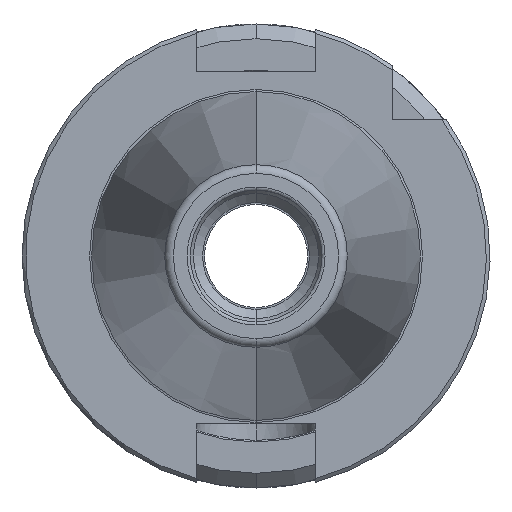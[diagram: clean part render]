
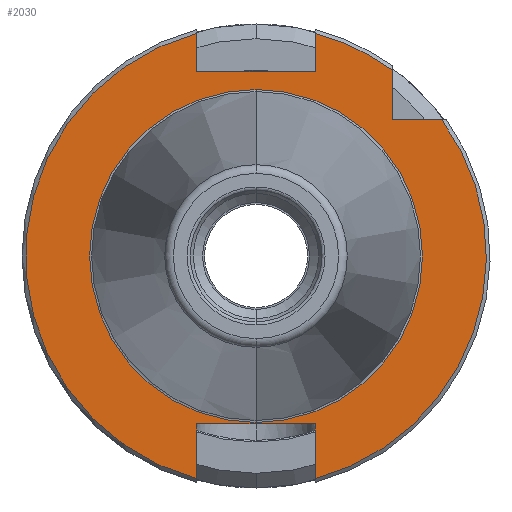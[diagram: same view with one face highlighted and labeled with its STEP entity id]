
A CAD part, left-side view. The second image highlights one B-rep face of the part: STEP entity #2030.
In plain terms, the highlighted planar face has unit normal (-1, 0, 0).
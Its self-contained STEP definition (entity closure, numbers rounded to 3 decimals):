
#8 = CARTESIAN_POINT ( 'NONE',  ( 71.6, -18.5, 25.217 ) ) ;
#36 = VERTEX_POINT ( 'NONE', #3035 ) ;
#129 = CARTESIAN_POINT ( 'NONE',  ( 71.6, -18.5, 18.5 ) ) ;
#169 = DIRECTION ( 'NONE',  ( 1., 0., 0. ) ) ;
#260 = DIRECTION ( 'NONE',  ( 0., 0., -1. ) ) ;
#261 = DIRECTION ( 'NONE',  ( 0., 0., -1. ) ) ;
#265 = DIRECTION ( 'NONE',  ( 1., 0., 0. ) ) ;
#391 = DIRECTION ( 'NONE',  ( 1., 0., 0. ) ) ;
#414 = CARTESIAN_POINT ( 'NONE',  ( 71.6, 0., 0. ) ) ;
#434 = CARTESIAN_POINT ( 'NONE',  ( 71.6, 0., 0. ) ) ;
#564 = CARTESIAN_POINT ( 'NONE',  ( 71.6, -8.05, -30.221 ) ) ;
#571 = VERTEX_POINT ( 'NONE', #3507 ) ;
#650 = DIRECTION ( 'NONE',  ( 0., 0., 1. ) ) ;
#651 = DIRECTION ( 'NONE',  ( -1., 0., 0. ) ) ;
#666 = PLANE ( 'NONE',  #2824 ) ;
#683 = CARTESIAN_POINT ( 'NONE',  ( 71.6, 22.6, 0. ) ) ;
#742 = ORIENTED_EDGE ( 'NONE', *, *, #3010, .F. ) ;
#751 = VERTEX_POINT ( 'NONE', #974 ) ;
#774 = VERTEX_POINT ( 'NONE', #564 ) ;
#781 = EDGE_CURVE ( 'NONE', #36, #571, #1520, .T. ) ;
#789 = CARTESIAN_POINT ( 'NONE',  ( 71.6, -8.05, 30.221 ) ) ;
#974 = CARTESIAN_POINT ( 'NONE',  ( 71.6, 8.05, -30.221 ) ) ;
#1115 = CARTESIAN_POINT ( 'NONE',  ( 71.6, -25.217, 18.5 ) ) ;
#1153 = ORIENTED_EDGE ( 'NONE', *, *, #3018, .F. ) ;
#1179 = EDGE_LOOP ( 'NONE', ( #3016, #3136 ) ) ;
#1200 = DIRECTION ( 'NONE',  ( 0., 0., 1. ) ) ;
#1206 = CARTESIAN_POINT ( 'NONE',  ( 71.6, 0., 0. ) ) ;
#1230 = DIRECTION ( 'NONE',  ( 0., -1., 0. ) ) ;
#1330 = ORIENTED_EDGE ( 'NONE', *, *, #2371, .F. ) ;
#1346 = CARTESIAN_POINT ( 'NONE',  ( 71.6, -36.79, 18.5 ) ) ;
#1434 = ORIENTED_EDGE ( 'NONE', *, *, #3023, .F. ) ;
#1473 = EDGE_LOOP ( 'NONE', ( #742, #1153, #1330, #1434, #1543, #1657, #1712, #1777, #1893, #2130, #2830 ) ) ;
#1520 = CIRCLE ( 'NONE', #1562, 22.6 ) ;
#1543 = ORIENTED_EDGE ( 'NONE', *, *, #3051, .F. ) ;
#1562 = AXIS2_PLACEMENT_3D ( 'NONE', #434, #265, #260 ) ;
#1571 = DIRECTION ( 'NONE',  ( 0., 1., 0. ) ) ;
#1641 = CARTESIAN_POINT ( 'NONE',  ( 71.6, -8.05, 0. ) ) ;
#1657 = ORIENTED_EDGE ( 'NONE', *, *, #3084, .F. ) ;
#1712 = ORIENTED_EDGE ( 'NONE', *, *, #2993, .F. ) ;
#1739 = DIRECTION ( 'NONE',  ( 0., 0., -1. ) ) ;
#1755 = CARTESIAN_POINT ( 'NONE',  ( 71.6, -8.05, 25. ) ) ;
#1777 = ORIENTED_EDGE ( 'NONE', *, *, #3096, .F. ) ;
#1893 = ORIENTED_EDGE ( 'NONE', *, *, #3107, .F. ) ;
#1961 = CARTESIAN_POINT ( 'NONE',  ( 71.6, 8.05, -22.8 ) ) ;
#1990 = DIRECTION ( 'NONE',  ( 0., 0., -1. ) ) ;
#2013 = DIRECTION ( 'NONE',  ( 1., 0., 0. ) ) ;
#2030 = ADVANCED_FACE ( 'NONE', ( #4251, #4149 ), #666, .T. ) ;
#2085 = CARTESIAN_POINT ( 'NONE',  ( 71.6, 0., 0. ) ) ;
#2130 = ORIENTED_EDGE ( 'NONE', *, *, #3112, .F. ) ;
#2133 = AXIS2_PLACEMENT_3D ( 'NONE', #414, #391, #261 ) ;
#2159 = AXIS2_PLACEMENT_3D ( 'NONE', #2085, #2013, #1990 ) ;
#2196 = AXIS2_PLACEMENT_3D ( 'NONE', #1206, #169, #4238 ) ;
#2232 = DIRECTION ( 'NONE',  ( 0., 0., -1. ) ) ;
#2259 = VERTEX_POINT ( 'NONE', #129 ) ;
#2278 = CARTESIAN_POINT ( 'NONE',  ( 71.6, 8.05, 0. ) ) ;
#2371 = EDGE_CURVE ( 'NONE', #3130, #2469, #3786, .T. ) ;
#2380 = VERTEX_POINT ( 'NONE', #2610 ) ;
#2469 = VERTEX_POINT ( 'NONE', #8 ) ;
#2506 = DIRECTION ( 'NONE',  ( 0., 0., -1. ) ) ;
#2520 = VERTEX_POINT ( 'NONE', #4166 ) ;
#2531 = CARTESIAN_POINT ( 'NONE',  ( 71.6, 0., 0. ) ) ;
#2610 = CARTESIAN_POINT ( 'NONE',  ( 71.6, 8.05, 30.221 ) ) ;
#2611 = AXIS2_PLACEMENT_3D ( 'NONE', #2531, #2658, #2506 ) ;
#2658 = DIRECTION ( 'NONE',  ( 1., 0., 0. ) ) ;
#2824 = AXIS2_PLACEMENT_3D ( 'NONE', #683, #651, #650 ) ;
#2827 = CARTESIAN_POINT ( 'NONE',  ( 71.6, -8.05, -22.8 ) ) ;
#2830 = ORIENTED_EDGE ( 'NONE', *, *, #3066, .F. ) ;
#2993 = EDGE_CURVE ( 'NONE', #751, #2380, #3293, .T. ) ;
#3010 = EDGE_CURVE ( 'NONE', #2259, #3286, #3283, .T. ) ;
#3016 = ORIENTED_EDGE ( 'NONE', *, *, #3134, .T. ) ;
#3018 = EDGE_CURVE ( 'NONE', #2469, #2259, #3264, .T. ) ;
#3023 = EDGE_CURVE ( 'NONE', #3105, #3130, #3218, .T. ) ;
#3035 = CARTESIAN_POINT ( 'NONE',  ( 71.6, 0., 22.6 ) ) ;
#3051 = EDGE_CURVE ( 'NONE', #3474, #3105, #3221, .T. ) ;
#3066 = EDGE_CURVE ( 'NONE', #3286, #774, #3205, .T. ) ;
#3084 = EDGE_CURVE ( 'NONE', #2380, #3474, #3169, .T. ) ;
#3085 = CIRCLE ( 'NONE', #2133, 22.6 ) ;
#3096 = EDGE_CURVE ( 'NONE', #2520, #751, #3159, .T. ) ;
#3104 = VECTOR ( 'NONE', #1571, 1000. ) ;
#3105 = VERTEX_POINT ( 'NONE', #1755 ) ;
#3107 = EDGE_CURVE ( 'NONE', #3563, #2520, #3143, .T. ) ;
#3109 = LINE ( 'NONE', #1641, #3150 ) ;
#3112 = EDGE_CURVE ( 'NONE', #774, #3563, #3109, .T. ) ;
#3130 = VERTEX_POINT ( 'NONE', #789 ) ;
#3134 = EDGE_CURVE ( 'NONE', #571, #36, #3085, .T. ) ;
#3136 = ORIENTED_EDGE ( 'NONE', *, *, #781, .T. ) ;
#3139 = VECTOR ( 'NONE', #1739, 1000. ) ;
#3143 = LINE ( 'NONE', #1961, #3104 ) ;
#3150 = VECTOR ( 'NONE', #1200, 1000. ) ;
#3153 = VECTOR ( 'NONE', #2232, 1000. ) ;
#3159 = LINE ( 'NONE', #3587, #3139 ) ;
#3169 = LINE ( 'NONE', #2278, #3153 ) ;
#3205 = CIRCLE ( 'NONE', #2159, 31.275 ) ;
#3212 = VECTOR ( 'NONE', #4048, 1000. ) ;
#3218 = LINE ( 'NONE', #4676, #3212 ) ;
#3221 = LINE ( 'NONE', #3795, #3278 ) ;
#3223 = VECTOR ( 'NONE', #4567, 1000. ) ;
#3236 = VECTOR ( 'NONE', #1230, 1000. ) ;
#3264 = LINE ( 'NONE', #4247, #3223 ) ;
#3278 = VECTOR ( 'NONE', #4280, 1000. ) ;
#3283 = LINE ( 'NONE', #1346, #3236 ) ;
#3286 = VERTEX_POINT ( 'NONE', #1115 ) ;
#3293 = CIRCLE ( 'NONE', #2196, 31.275 ) ;
#3474 = VERTEX_POINT ( 'NONE', #4461 ) ;
#3507 = CARTESIAN_POINT ( 'NONE',  ( 71.6, 0., -22.6 ) ) ;
#3563 = VERTEX_POINT ( 'NONE', #2827 ) ;
#3587 = CARTESIAN_POINT ( 'NONE',  ( 71.6, 8.05, -22.8 ) ) ;
#3786 = CIRCLE ( 'NONE', #2611, 31.275 ) ;
#3795 = CARTESIAN_POINT ( 'NONE',  ( 71.6, -8.05, 25. ) ) ;
#4048 = DIRECTION ( 'NONE',  ( 0., 0., 1. ) ) ;
#4149 = FACE_BOUND ( 'NONE', #1179, .T. ) ;
#4166 = CARTESIAN_POINT ( 'NONE',  ( 71.6, 8.05, -22.8 ) ) ;
#4238 = DIRECTION ( 'NONE',  ( 0., 0., -1. ) ) ;
#4247 = CARTESIAN_POINT ( 'NONE',  ( 71.6, -18.5, 0. ) ) ;
#4251 = FACE_OUTER_BOUND ( 'NONE', #1473, .T. ) ;
#4280 = DIRECTION ( 'NONE',  ( 0., -1., 0. ) ) ;
#4461 = CARTESIAN_POINT ( 'NONE',  ( 71.6, 8.05, 25. ) ) ;
#4567 = DIRECTION ( 'NONE',  ( 0., 0., -1. ) ) ;
#4676 = CARTESIAN_POINT ( 'NONE',  ( 71.6, -8.05, 25. ) ) ;
